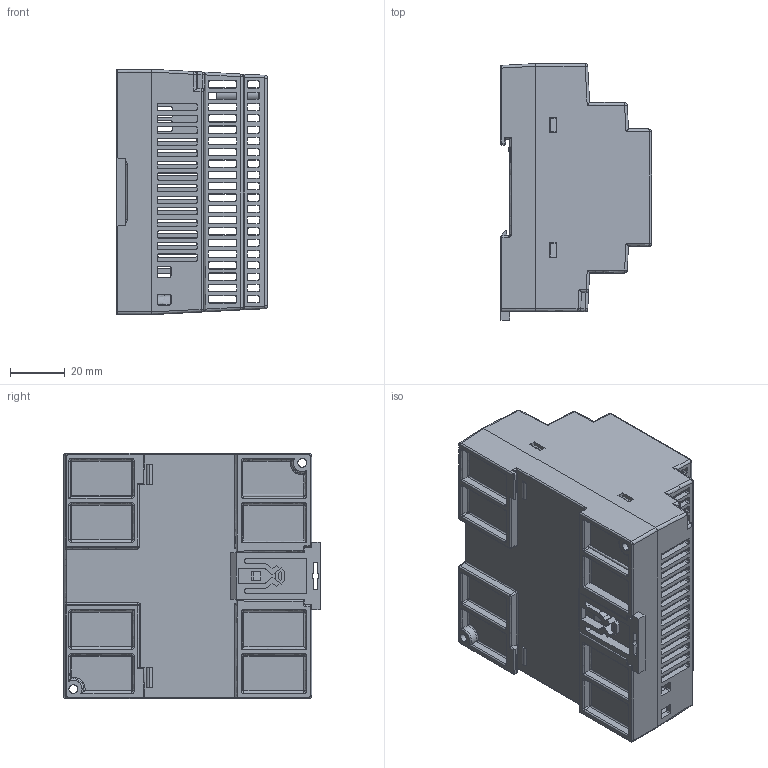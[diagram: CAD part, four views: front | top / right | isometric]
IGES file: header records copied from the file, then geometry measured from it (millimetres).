
Start section: SolidWorks IGES file using analytic representation for surfaces
Global section: file name: RZI100-24-M-3D.IGS; native system: SolidWorks 2016; preprocessor: SolidWorks 2016; author: pikusl; date: 160620.122422; units: millimetre
Bounding box: 55.5 x 94.15 x 90 mm (x, y, z)
Surface area: 71235.8 mm2 (no closed solid volume)
Topology: 0 solids, 0 shells, 1781 faces, 14862 edges, 14797 vertices
Faces by surface type: bspline 939, revolution 842
